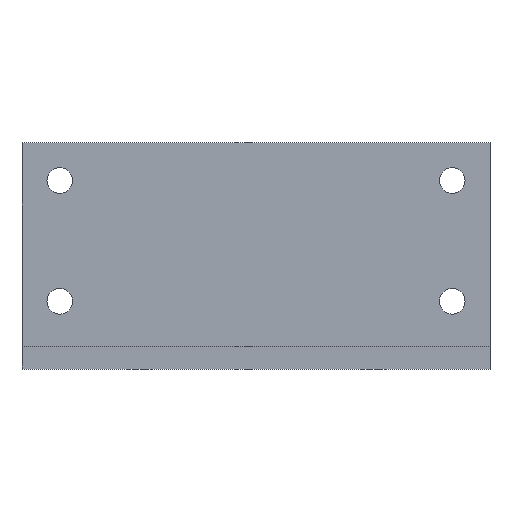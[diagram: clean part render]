
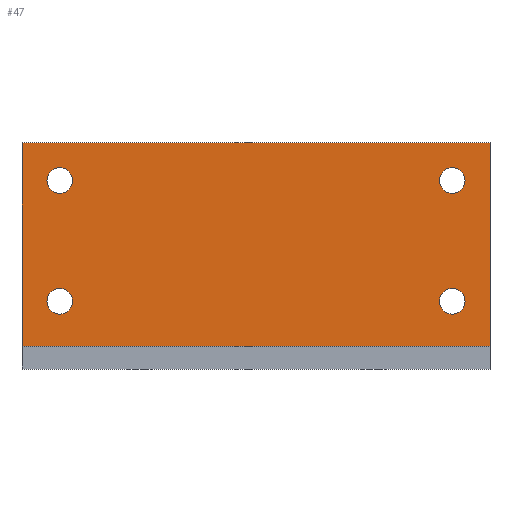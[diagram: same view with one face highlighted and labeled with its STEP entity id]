
A CAD part, top view. The second image highlights one B-rep face of the part: STEP entity #47.
In plain terms, the highlighted planar face has unit normal (0, 0, 1).
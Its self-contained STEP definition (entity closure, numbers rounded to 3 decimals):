
#47=ADVANCED_FACE('',(#110,#111,#112,#113,#114),#61,.F.);
#61=PLANE('',#302);
#74=LINE('',#417,#92);
#76=LINE('',#429,#94);
#77=LINE('',#431,#95);
#78=LINE('',#433,#96);
#92=VECTOR('',#341,1.);
#94=VECTOR('',#353,1.);
#95=VECTOR('',#354,1.);
#96=VECTOR('',#355,1.);
#110=FACE_BOUND('',#139,.T.);
#111=FACE_BOUND('',#140,.T.);
#112=FACE_BOUND('',#141,.T.);
#113=FACE_BOUND('',#142,.T.);
#114=FACE_BOUND('',#143,.T.);
#139=EDGE_LOOP('',(#180));
#140=EDGE_LOOP('',(#181));
#141=EDGE_LOOP('',(#182));
#142=EDGE_LOOP('',(#183));
#143=EDGE_LOOP('',(#184,#185,#186,#187));
#180=ORIENTED_EDGE('',*,*,#262,.T.);
#181=ORIENTED_EDGE('',*,*,#263,.T.);
#182=ORIENTED_EDGE('',*,*,#264,.T.);
#183=ORIENTED_EDGE('',*,*,#265,.T.);
#184=ORIENTED_EDGE('',*,*,#266,.T.);
#185=ORIENTED_EDGE('',*,*,#267,.F.);
#186=ORIENTED_EDGE('',*,*,#268,.F.);
#187=ORIENTED_EDGE('',*,*,#260,.T.);
#234=VERTEX_POINT('',#416);
#235=VERTEX_POINT('',#418);
#236=VERTEX_POINT('',#422);
#237=VERTEX_POINT('',#424);
#238=VERTEX_POINT('',#426);
#239=VERTEX_POINT('',#428);
#240=VERTEX_POINT('',#430);
#241=VERTEX_POINT('',#432);
#260=EDGE_CURVE('',#235,#234,#74,.T.);
#262=EDGE_CURVE('',#236,#236,#282,.T.);
#263=EDGE_CURVE('',#237,#237,#283,.T.);
#264=EDGE_CURVE('',#238,#238,#284,.T.);
#265=EDGE_CURVE('',#239,#239,#285,.T.);
#266=EDGE_CURVE('',#234,#240,#76,.T.);
#267=EDGE_CURVE('',#241,#240,#77,.T.);
#268=EDGE_CURVE('',#235,#241,#78,.T.);
#282=CIRCLE('',#298,1.7);
#283=CIRCLE('',#299,1.7);
#284=CIRCLE('',#300,1.7);
#285=CIRCLE('',#301,1.7);
#298=AXIS2_PLACEMENT_3D('',#421,#345,#346);
#299=AXIS2_PLACEMENT_3D('',#423,#347,#348);
#300=AXIS2_PLACEMENT_3D('',#425,#349,#350);
#301=AXIS2_PLACEMENT_3D('',#427,#351,#352);
#302=AXIS2_PLACEMENT_3D('',#434,#356,#357);
#341=DIRECTION('',(-1.,0.,0.));
#345=DIRECTION('',(0.,0.,-1.));
#346=DIRECTION('',(0.,1.,0.));
#347=DIRECTION('',(0.,0.,-1.));
#348=DIRECTION('',(0.,1.,0.));
#349=DIRECTION('',(0.,0.,-1.));
#350=DIRECTION('',(0.,1.,0.));
#351=DIRECTION('',(0.,0.,-1.));
#352=DIRECTION('',(0.,1.,0.));
#353=DIRECTION('',(0.,-1.,0.));
#354=DIRECTION('',(-1.,0.,0.));
#355=DIRECTION('',(0.,-1.,0.));
#356=DIRECTION('',(0.,0.,-1.));
#357=DIRECTION('',(0.,1.,0.));
#416=CARTESIAN_POINT('',(0.,30.,3.));
#417=CARTESIAN_POINT('',(62.,30.,3.));
#418=CARTESIAN_POINT('',(62.,30.,3.));
#421=CARTESIAN_POINT('',(57.,25.,3.));
#422=CARTESIAN_POINT('',(57.,26.7,3.));
#423=CARTESIAN_POINT('',(57.,9.,3.));
#424=CARTESIAN_POINT('',(57.,10.7,3.));
#425=CARTESIAN_POINT('',(5.,25.,3.));
#426=CARTESIAN_POINT('',(5.,26.7,3.));
#427=CARTESIAN_POINT('',(5.,9.,3.));
#428=CARTESIAN_POINT('',(5.,10.7,3.));
#429=CARTESIAN_POINT('',(0.,30.,3.));
#430=CARTESIAN_POINT('',(0.,3.,3.));
#431=CARTESIAN_POINT('',(62.,3.,3.));
#432=CARTESIAN_POINT('',(62.,3.,3.));
#433=CARTESIAN_POINT('',(62.,30.,3.));
#434=CARTESIAN_POINT('',(62.,30.,3.));
